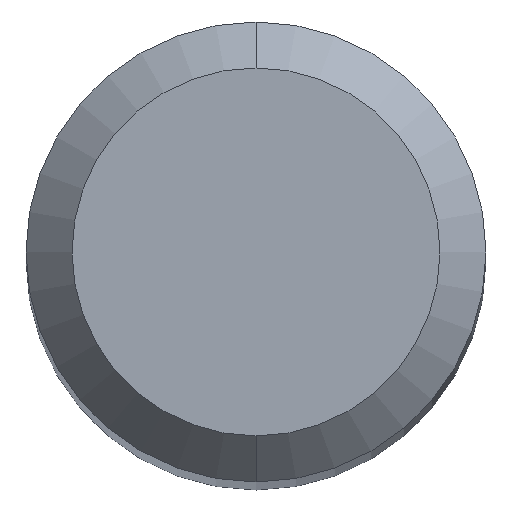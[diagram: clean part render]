
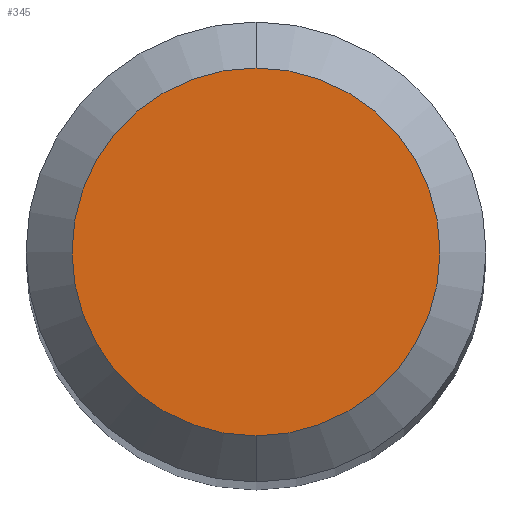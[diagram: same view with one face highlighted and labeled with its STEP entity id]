
A CAD part, top view. The second image highlights one B-rep face of the part: STEP entity #345.
In plain terms, the highlighted planar face has unit normal (0, 0, 1).
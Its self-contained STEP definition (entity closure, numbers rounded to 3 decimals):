
#267=EDGE_CURVE('',#269,#379,#581,.T.);
#269=VERTEX_POINT('',#583);
#297=EDGE_CURVE('',#379,#269,#615,.T.);
#345=ADVANCED_FACE('',(#669),#670,.T.);
#379=VERTEX_POINT('',#709);
#581=CIRCLE('',#1021,1.2);
#583=CARTESIAN_POINT('',(0.0,1.2,0.0));
#615=CIRCLE('',#1109,1.2);
#669=FACE_OUTER_BOUND('',#1212,.T.);
#670=PLANE('',#1213);
#709=CARTESIAN_POINT('',(0.,-1.2,0.0));
#1021=AXIS2_PLACEMENT_3D('',#1538,#1539,#1540);
#1109=AXIS2_PLACEMENT_3D('',#1585,#1586,#1587);
#1212=EDGE_LOOP('',(#1657,#1658));
#1213=AXIS2_PLACEMENT_3D('',#1659,#1660,#1661);
#1538=CARTESIAN_POINT('',(0.0,0.0,0.0));
#1539=DIRECTION('',(0.0,0.0,-1.0));
#1540=DIRECTION('',(0.0,1.0,0.0));
#1585=CARTESIAN_POINT('',(0.0,0.0,0.0));
#1586=DIRECTION('',(0.0,0.0,-1.0));
#1587=DIRECTION('',(0.0,1.0,0.0));
#1657=ORIENTED_EDGE('',*,*,#267,.F.);
#1658=ORIENTED_EDGE('',*,*,#297,.F.);
#1659=CARTESIAN_POINT('',(0.0,0.6,0.0));
#1660=DIRECTION('',(-0.0,0.0,1.0));
#1661=DIRECTION('',(0.0,-1.0,0.0));
